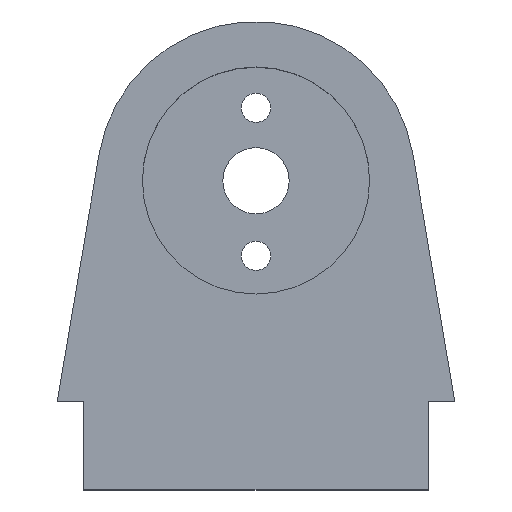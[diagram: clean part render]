
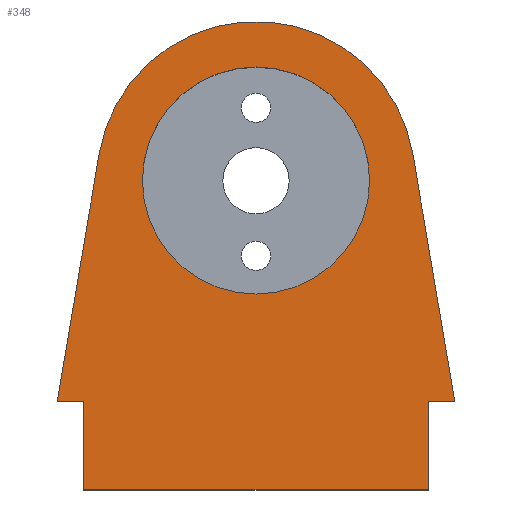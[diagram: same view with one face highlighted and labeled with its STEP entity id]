
A CAD part, top view. The second image highlights one B-rep face of the part: STEP entity #348.
In plain terms, the highlighted planar face has unit normal (0, 0, 1).
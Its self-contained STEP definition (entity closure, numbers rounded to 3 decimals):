
#1=DIRECTION('',(0.,1.,0.));
#2=VECTOR('',#1,10.);
#3=CARTESIAN_POINT('',(19.5,-35.,15.));
#4=LINE('',#3,#2);
#5=DIRECTION('',(1.,0.,0.));
#6=VECTOR('',#5,39.);
#7=CARTESIAN_POINT('',(-19.5,-35.,15.));
#8=LINE('',#7,#6);
#9=DIRECTION('',(0.,1.,0.));
#10=VECTOR('',#9,10.);
#11=CARTESIAN_POINT('',(-19.5,-35.,15.));
#12=LINE('',#11,#10);
#13=DIRECTION('',(-0.167,-0.986,0.));
#14=VECTOR('',#13,28.412);
#15=CARTESIAN_POINT('',(-17.746,3.012,15.));
#16=LINE('',#15,#14);
#17=CARTESIAN_POINT('',(0.,0.,15.));
#18=DIRECTION('',(0.,0.,1.));
#19=DIRECTION('',(0.986,0.167,0.));
#20=AXIS2_PLACEMENT_3D('',#17,#18,#19);
#22=DIRECTION('',(-0.167,0.986,0.));
#23=VECTOR('',#22,28.412);
#24=CARTESIAN_POINT('',(22.5,-25.,15.));
#25=LINE('',#24,#23);
#26=CARTESIAN_POINT('',(0.,0.,15.));
#27=DIRECTION('',(0.,0.,-1.));
#28=DIRECTION('',(-1.,0.,0.));
#29=AXIS2_PLACEMENT_3D('',#26,#27,#28);
#31=CARTESIAN_POINT('',(0.,0.,15.));
#32=DIRECTION('',(0.,0.,-1.));
#33=DIRECTION('',(1.,0.,0.));
#34=AXIS2_PLACEMENT_3D('',#31,#32,#33);
#64=DIRECTION('',(1.,0.,0.));
#65=VECTOR('',#64,3.);
#66=CARTESIAN_POINT('',(-22.5,-25.,15.));
#67=LINE('',#66,#65);
#76=DIRECTION('',(1.,0.,0.));
#77=VECTOR('',#76,3.);
#78=CARTESIAN_POINT('',(19.5,-25.,15.));
#79=LINE('',#78,#77);
#247=CARTESIAN_POINT('',(22.5,-25.,15.));
#248=CARTESIAN_POINT('',(17.746,3.012,15.));
#249=VERTEX_POINT('',#247);
#250=VERTEX_POINT('',#248);
#251=CARTESIAN_POINT('',(-17.746,3.012,15.));
#252=VERTEX_POINT('',#251);
#253=CARTESIAN_POINT('',(-22.5,-25.,15.));
#254=VERTEX_POINT('',#253);
#255=CARTESIAN_POINT('',(19.5,-35.,15.));
#256=CARTESIAN_POINT('',(19.5,-25.,15.));
#257=VERTEX_POINT('',#255);
#258=VERTEX_POINT('',#256);
#259=CARTESIAN_POINT('',(-19.5,-35.,15.));
#260=CARTESIAN_POINT('',(-19.5,-25.,15.));
#261=VERTEX_POINT('',#259);
#262=VERTEX_POINT('',#260);
#271=CARTESIAN_POINT('',(-12.85,0.,15.));
#272=CARTESIAN_POINT('',(12.85,0.,15.));
#273=VERTEX_POINT('',#271);
#274=VERTEX_POINT('',#272);
#319=CARTESIAN_POINT('',(0.,0.,15.));
#320=DIRECTION('',(0.,0.,1.));
#321=DIRECTION('',(1.,0.,0.));
#322=AXIS2_PLACEMENT_3D('',#319,#320,#321);
#323=PLANE('',#322);
#325=ORIENTED_EDGE('',*,*,#324,.F.);
#327=ORIENTED_EDGE('',*,*,#326,.F.);
#329=ORIENTED_EDGE('',*,*,#328,.T.);
#331=ORIENTED_EDGE('',*,*,#330,.F.);
#333=ORIENTED_EDGE('',*,*,#332,.F.);
#335=ORIENTED_EDGE('',*,*,#334,.F.);
#337=ORIENTED_EDGE('',*,*,#336,.F.);
#339=ORIENTED_EDGE('',*,*,#338,.F.);
#340=EDGE_LOOP('',(#325,#327,#329,#331,#333,#335,#337,#339));
#341=FACE_OUTER_BOUND('',#340,.F.);
#343=ORIENTED_EDGE('',*,*,#342,.F.);
#345=ORIENTED_EDGE('',*,*,#344,.F.);
#346=EDGE_LOOP('',(#343,#345));
#347=FACE_BOUND('',#346,.F.);
#348=ADVANCED_FACE('',(#341,#347),#323,.T.);
#21=CIRCLE('',#20,18.);
#30=CIRCLE('',#29,12.85);
#35=CIRCLE('',#34,12.85);
#324=EDGE_CURVE('',#257,#258,#4,.T.);
#326=EDGE_CURVE('',#261,#257,#8,.T.);
#328=EDGE_CURVE('',#261,#262,#12,.T.);
#330=EDGE_CURVE('',#254,#262,#67,.T.);
#332=EDGE_CURVE('',#252,#254,#16,.T.);
#334=EDGE_CURVE('',#250,#252,#21,.T.);
#336=EDGE_CURVE('',#249,#250,#25,.T.);
#338=EDGE_CURVE('',#258,#249,#79,.T.);
#342=EDGE_CURVE('',#273,#274,#30,.T.);
#344=EDGE_CURVE('',#274,#273,#35,.T.);
